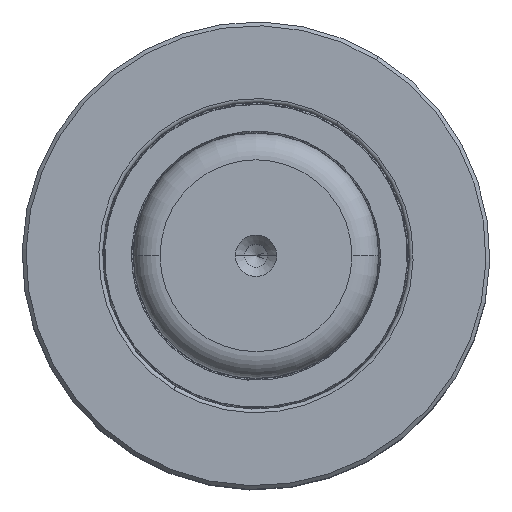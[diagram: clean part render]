
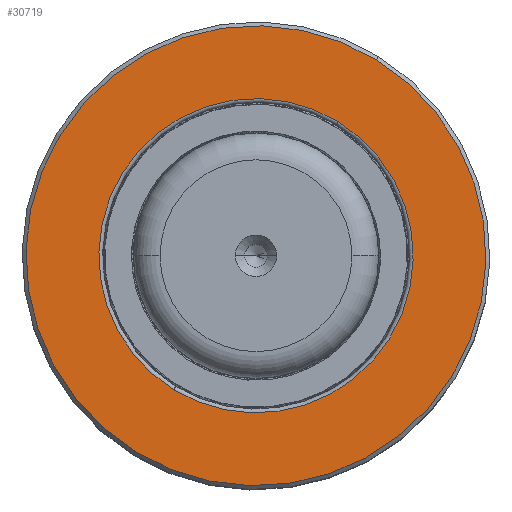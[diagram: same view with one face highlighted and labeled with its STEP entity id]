
A CAD part, top view. The second image highlights one B-rep face of the part: STEP entity #30719.
In plain terms, the highlighted face is planar.
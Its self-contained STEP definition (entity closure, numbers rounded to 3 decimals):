
#3761 = PLANE ( 'NONE',  #31724 ) ;
#4415 = VERTEX_POINT ( 'NONE', #41543 ) ;
#6937 = ORIENTED_EDGE ( 'NONE', *, *, #23757, .T. ) ;
#9766 = DIRECTION ( 'NONE',  ( 0., 0., -1. ) ) ;
#10584 = ORIENTED_EDGE ( 'NONE', *, *, #38419, .F. ) ;
#10608 = EDGE_CURVE ( 'NONE', #22947, #4415, #60305, .T. ) ;
#11819 = ORIENTED_EDGE ( 'NONE', *, *, #10608, .T. ) ;
#15261 = EDGE_LOOP ( 'NONE', ( #11819, #6937 ) ) ;
#17358 = AXIS2_PLACEMENT_3D ( 'NONE', #17918, #27343, #59906 ) ;
#17918 = CARTESIAN_POINT ( 'NONE',  ( 0., 33.687, 0. ) ) ;
#22947 = VERTEX_POINT ( 'NONE', #53575 ) ;
#23757 = EDGE_CURVE ( 'NONE', #4415, #22947, #34602, .T. ) ;
#23982 = ORIENTED_EDGE ( 'NONE', *, *, #26253, .F. ) ;
#24770 = DIRECTION ( 'NONE',  ( 0., 0., -1. ) ) ;
#26253 = EDGE_CURVE ( 'NONE', #44882, #40623, #49798, .T. ) ;
#27343 = DIRECTION ( 'NONE',  ( 0., -1., 0. ) ) ;
#28202 = DIRECTION ( 'NONE',  ( 0., -1., 0. ) ) ;
#29868 = FACE_BOUND ( 'NONE', #15261, .T. ) ;
#30456 = AXIS2_PLACEMENT_3D ( 'NONE', #42316, #51735, #9766 ) ;
#30719 = ADVANCED_FACE ( 'NONE', ( #29868, #44566 ), #3761, .T. ) ;
#30781 = EDGE_LOOP ( 'NONE', ( #23982, #10584 ) ) ;
#31724 = AXIS2_PLACEMENT_3D ( 'NONE', #36491, #44884, #35893 ) ;
#33752 = CARTESIAN_POINT ( 'NONE',  ( 0., 33.687, 0. ) ) ;
#34602 = CIRCLE ( 'NONE', #45699, 20.5 ) ;
#35893 = DIRECTION ( 'NONE',  ( 0., 0., 1. ) ) ;
#36491 = CARTESIAN_POINT ( 'NONE',  ( 30., 33.687, 0. ) ) ;
#38419 = EDGE_CURVE ( 'NONE', #40623, #44882, #52393, .T. ) ;
#40060 = AXIS2_PLACEMENT_3D ( 'NONE', #33752, #28202, #56677 ) ;
#40623 = VERTEX_POINT ( 'NONE', #50091 ) ;
#41543 = CARTESIAN_POINT ( 'NONE',  ( 0., 33.687, 20.5 ) ) ;
#42316 = CARTESIAN_POINT ( 'NONE',  ( 0., 33.687, 0. ) ) ;
#44226 = DIRECTION ( 'NONE',  ( 0., -1., 0. ) ) ;
#44566 = FACE_OUTER_BOUND ( 'NONE', #30781, .T. ) ;
#44575 = CARTESIAN_POINT ( 'NONE',  ( 0., 33.687, -30. ) ) ;
#44882 = VERTEX_POINT ( 'NONE', #44575 ) ;
#44884 = DIRECTION ( 'NONE',  ( 0., 1., 0. ) ) ;
#45699 = AXIS2_PLACEMENT_3D ( 'NONE', #48744, #44226, #24770 ) ;
#48744 = CARTESIAN_POINT ( 'NONE',  ( 0., 33.687, 0. ) ) ;
#49798 = CIRCLE ( 'NONE', #30456, 30. ) ;
#50091 = CARTESIAN_POINT ( 'NONE',  ( 0., 33.687, 30. ) ) ;
#51735 = DIRECTION ( 'NONE',  ( 0., -1., 0. ) ) ;
#52393 = CIRCLE ( 'NONE', #17358, 30. ) ;
#53575 = CARTESIAN_POINT ( 'NONE',  ( 0., 33.687, -20.5 ) ) ;
#56677 = DIRECTION ( 'NONE',  ( 0., 0., -1. ) ) ;
#59906 = DIRECTION ( 'NONE',  ( 0., 0., -1. ) ) ;
#60305 = CIRCLE ( 'NONE', #40060, 20.5 ) ;
